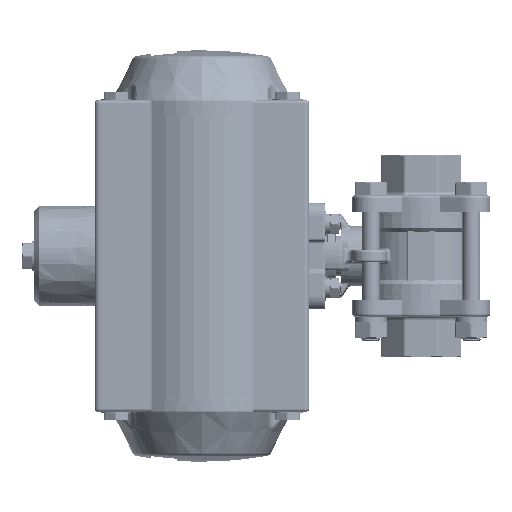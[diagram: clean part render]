
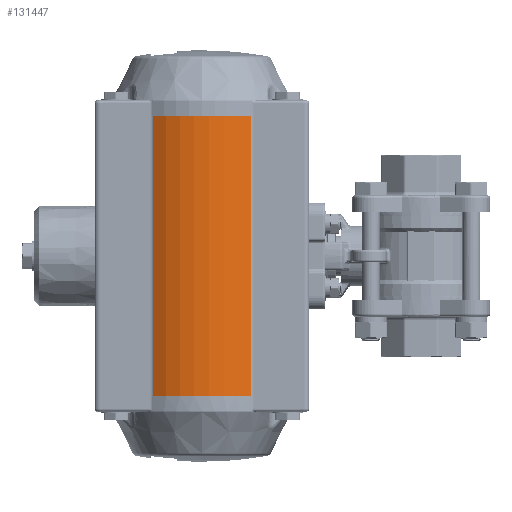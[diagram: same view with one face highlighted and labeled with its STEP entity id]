
A CAD part, left-side view. The second image highlights one B-rep face of the part: STEP entity #131447.
In plain terms, the highlighted cylindrical face has radius 36 mm (diameter 72 mm), a partial arc.
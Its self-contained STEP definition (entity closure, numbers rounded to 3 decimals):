
#12724 = DIRECTION ( 'NONE',  ( 1., 0., 0. ) ) ;
#26266 = VECTOR ( 'NONE', #371534, 1000. ) ;
#29667 = VECTOR ( 'NONE', #333805, 1000. ) ;
#40932 = CARTESIAN_POINT ( 'NONE',  ( -30.316, 67.485, 55.4 ) ) ;
#56852 = VERTEX_POINT ( 'NONE', #385347 ) ;
#65974 = ORIENTED_EDGE ( 'NONE', *, *, #125441, .T. ) ;
#75862 = EDGE_CURVE ( 'NONE', #56852, #488804, #263916, .T. ) ;
#83928 = CARTESIAN_POINT ( 'NONE',  ( 0., 86.9, -55.4 ) ) ;
#122114 = DIRECTION ( 'NONE',  ( 1., 0., 0. ) ) ;
#122974 = CARTESIAN_POINT ( 'NONE',  ( 0., 86.9, -55.4 ) ) ;
#125441 = EDGE_CURVE ( 'NONE', #488804, #211184, #367775, .T. ) ;
#128480 = EDGE_LOOP ( 'NONE', ( #414182, #381266, #65974, #294971 ) ) ;
#130438 = LINE ( 'NONE', #485075, #29667 ) ;
#131447 = ADVANCED_FACE ( 'NONE', ( #224078 ), #277450, .T. ) ;
#144137 = CARTESIAN_POINT ( 'NONE',  ( -30.316, 106.315, -55.4 ) ) ;
#211184 = VERTEX_POINT ( 'NONE', #329568 ) ;
#224078 = FACE_OUTER_BOUND ( 'NONE', #128480, .T. ) ;
#240072 = DIRECTION ( 'NONE',  ( 0., 0., 1. ) ) ;
#245307 = AXIS2_PLACEMENT_3D ( 'NONE', #83928, #349437, #122114 ) ;
#245374 = EDGE_CURVE ( 'NONE', #56852, #396923, #424538, .T. ) ;
#263916 = LINE ( 'NONE', #144137, #26266 ) ;
#277450 = CYLINDRICAL_SURFACE ( 'NONE', #379088, 36. ) ;
#290027 = AXIS2_PLACEMENT_3D ( 'NONE', #467623, #240072, #12724 ) ;
#294971 = ORIENTED_EDGE ( 'NONE', *, *, #474569, .T. ) ;
#313834 = DIRECTION ( 'NONE',  ( 1., 0., 0. ) ) ;
#329568 = CARTESIAN_POINT ( 'NONE',  ( -30.316, 67.485, -55.4 ) ) ;
#333805 = DIRECTION ( 'NONE',  ( 0., 0., 1. ) ) ;
#349437 = DIRECTION ( 'NONE',  ( 0., 0., 1. ) ) ;
#353742 = CARTESIAN_POINT ( 'NONE',  ( -30.316, 106.315, -55.4 ) ) ;
#367775 = CIRCLE ( 'NONE', #245307, 36. ) ;
#371534 = DIRECTION ( 'NONE',  ( 0., 0., -1. ) ) ;
#379088 = AXIS2_PLACEMENT_3D ( 'NONE', #122974, #388601, #313834 ) ;
#381266 = ORIENTED_EDGE ( 'NONE', *, *, #75862, .T. ) ;
#385347 = CARTESIAN_POINT ( 'NONE',  ( -30.316, 106.315, 55.4 ) ) ;
#388601 = DIRECTION ( 'NONE',  ( 0., 0., 1. ) ) ;
#396923 = VERTEX_POINT ( 'NONE', #40932 ) ;
#414182 = ORIENTED_EDGE ( 'NONE', *, *, #245374, .F. ) ;
#424538 = CIRCLE ( 'NONE', #290027, 36. ) ;
#467623 = CARTESIAN_POINT ( 'NONE',  ( 0., 86.9, 55.4 ) ) ;
#474569 = EDGE_CURVE ( 'NONE', #211184, #396923, #130438, .T. ) ;
#485075 = CARTESIAN_POINT ( 'NONE',  ( -30.316, 67.485, -55.4 ) ) ;
#488804 = VERTEX_POINT ( 'NONE', #353742 ) ;
